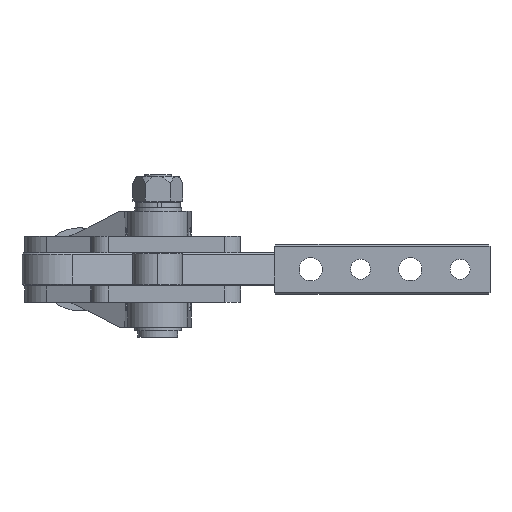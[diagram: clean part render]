
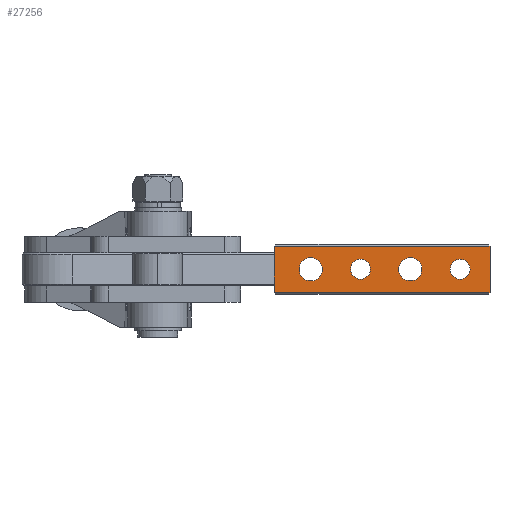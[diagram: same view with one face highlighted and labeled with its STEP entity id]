
A CAD part, front view. The second image highlights one B-rep face of the part: STEP entity #27256.
In plain terms, the highlighted planar face has unit normal (0, -1, 0).
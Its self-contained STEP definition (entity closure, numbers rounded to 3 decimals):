
#1302 = EDGE_LOOP ( 'NONE', ( #4068, #4069, #4070, #4071, #4072, #4073 ) ) ;
#1366 = EDGE_LOOP ( 'NONE', ( #4066, #4067 ) ) ;
#1376 = EDGE_LOOP ( 'NONE', ( #4062, #4063 ) ) ;
#1409 = EDGE_LOOP ( 'NONE', ( #4060, #4061 ) ) ;
#1445 = EDGE_LOOP ( 'NONE', ( #4064, #4065 ) ) ;
#2394 = VERTEX_POINT ( 'NONE', #10099 ) ;
#2463 = VERTEX_POINT ( 'NONE', #10168 ) ;
#2483 = VERTEX_POINT ( 'NONE', #10188 ) ;
#2818 = VERTEX_POINT ( 'NONE', #10523 ) ;
#3047 = VERTEX_POINT ( 'NONE', #10750 ) ;
#3082 = VERTEX_POINT ( 'NONE', #10785 ) ;
#3116 = VERTEX_POINT ( 'NONE', #10819 ) ;
#3158 = VERTEX_POINT ( 'NONE', #10861 ) ;
#3162 = VERTEX_POINT ( 'NONE', #10865 ) ;
#3176 = VERTEX_POINT ( 'NONE', #10879 ) ;
#3179 = VERTEX_POINT ( 'NONE', #10882 ) ;
#3190 = VERTEX_POINT ( 'NONE', #10893 ) ;
#3217 = VERTEX_POINT ( 'NONE', #10920 ) ;
#3226 = VERTEX_POINT ( 'NONE', #10929 ) ;
#4060 = ORIENTED_EDGE ( 'NONE', *, *, #4900, .T. ) ;
#4061 = ORIENTED_EDGE ( 'NONE', *, *, #32226, .T. ) ;
#4062 = ORIENTED_EDGE ( 'NONE', *, *, #4901, .T. ) ;
#4063 = ORIENTED_EDGE ( 'NONE', *, *, #32230, .T. ) ;
#4064 = ORIENTED_EDGE ( 'NONE', *, *, #4902, .T. ) ;
#4065 = ORIENTED_EDGE ( 'NONE', *, *, #32008, .T. ) ;
#4066 = ORIENTED_EDGE ( 'NONE', *, *, #4903, .T. ) ;
#4067 = ORIENTED_EDGE ( 'NONE', *, *, #32012, .T. ) ;
#4068 = ORIENTED_EDGE ( 'NONE', *, *, #4904, .F. ) ;
#4069 = ORIENTED_EDGE ( 'NONE', *, *, #4905, .T. ) ;
#4070 = ORIENTED_EDGE ( 'NONE', *, *, #4906, .T. ) ;
#4071 = ORIENTED_EDGE ( 'NONE', *, *, #4907, .T. ) ;
#4072 = ORIENTED_EDGE ( 'NONE', *, *, #4908, .T. ) ;
#4073 = ORIENTED_EDGE ( 'NONE', *, *, #4909, .T. ) ;
#4900 = EDGE_CURVE ( 'NONE', #3176, #2818, #7251, .T. ) ;
#4901 = EDGE_CURVE ( 'NONE', #2394, #3116, #7267, .T. ) ;
#4902 = EDGE_CURVE ( 'NONE', #3082, #2463, #7269, .T. ) ;
#4903 = EDGE_CURVE ( 'NONE', #2483, #3179, #7270, .T. ) ;
#4904 = EDGE_CURVE ( 'NONE', #3047, #3226, #7271, .T. ) ;
#4905 = EDGE_CURVE ( 'NONE', #3047, #3190, #7272, .T. ) ;
#4906 = EDGE_CURVE ( 'NONE', #3190, #3162, #7273, .T. ) ;
#4907 = EDGE_CURVE ( 'NONE', #3162, #3158, #7277, .T. ) ;
#4908 = EDGE_CURVE ( 'NONE', #3158, #3217, #7279, .T. ) ;
#4909 = EDGE_CURVE ( 'NONE', #3217, #3226, #7281, .T. ) ;
#5124 = AXIS2_PLACEMENT_3D ( 'NONE', #11683, #11684, #11685 ) ;
#5125 = AXIS2_PLACEMENT_3D ( 'NONE', #11686, #11687, #11688 ) ;
#5126 = AXIS2_PLACEMENT_3D ( 'NONE', #11689, #11690, #11691 ) ;
#5127 = AXIS2_PLACEMENT_3D ( 'NONE', #11694, #11695, #11696 ) ;
#7251 = CIRCLE ( 'NONE', #5124, 3.5 ) ;
#7267 = CIRCLE ( 'NONE', #5125, 3. ) ;
#7269 = CIRCLE ( 'NONE', #5126, 3.5 ) ;
#7270 = CIRCLE ( 'NONE', #5127, 3. ) ;
#7271 = LINE ( 'NONE', #11693, #7274 ) ;
#7272 = LINE ( 'NONE', #11692, #7276 ) ;
#7273 = LINE ( 'NONE', #11680, #7278 ) ;
#7274 = VECTOR ( 'NONE', #11682, 1000. ) ;
#7276 = VECTOR ( 'NONE', #11698, 1000. ) ;
#7277 = LINE ( 'NONE', #11700, #7280 ) ;
#7278 = VECTOR ( 'NONE', #11699, 1000. ) ;
#7279 = LINE ( 'NONE', #11702, #7282 ) ;
#7280 = VECTOR ( 'NONE', #11701, 1000. ) ;
#7281 = LINE ( 'NONE', #11704, #7284 ) ;
#7282 = VECTOR ( 'NONE', #11703, 1000. ) ;
#7284 = VECTOR ( 'NONE', #11705, 1000. ) ;
#10099 = CARTESIAN_POINT ( 'NONE',  ( -527.052, 1854.34, 7.5 ) ) ;
#10168 = CARTESIAN_POINT ( 'NONE',  ( -505.552, 1854.34, 7.5 ) ) ;
#10188 = CARTESIAN_POINT ( 'NONE',  ( -497.052, 1854.34, 7.5 ) ) ;
#10523 = CARTESIAN_POINT ( 'NONE',  ( -535.552, 1854.34, 7.5 ) ) ;
#10750 = CARTESIAN_POINT ( 'NONE',  ( -485.052, 1854.34, 14.5 ) ) ;
#10785 = CARTESIAN_POINT ( 'NONE',  ( -512.552, 1854.34, 7.5 ) ) ;
#10819 = CARTESIAN_POINT ( 'NONE',  ( -521.052, 1854.34, 7.5 ) ) ;
#10861 = CARTESIAN_POINT ( 'NONE',  ( -550.052, 1854.34, 3. ) ) ;
#10865 = CARTESIAN_POINT ( 'NONE',  ( -550.052, 1854.34, 12. ) ) ;
#10879 = CARTESIAN_POINT ( 'NONE',  ( -542.552, 1854.34, 7.5 ) ) ;
#10882 = CARTESIAN_POINT ( 'NONE',  ( -491.052, 1854.34, 7.5 ) ) ;
#10893 = CARTESIAN_POINT ( 'NONE',  ( -550.052, 1854.34, 14.5 ) ) ;
#10920 = CARTESIAN_POINT ( 'NONE',  ( -550.052, 1854.34, 0.5 ) ) ;
#10929 = CARTESIAN_POINT ( 'NONE',  ( -485.052, 1854.34, 0.5 ) ) ;
#11680 = CARTESIAN_POINT ( 'NONE',  ( -550.052, 1854.34, 15. ) ) ;
#11682 = DIRECTION ( 'NONE',  ( 0., 0., -1. ) ) ;
#11683 = CARTESIAN_POINT ( 'NONE',  ( -539.052, 1854.34, 7.5 ) ) ;
#11684 = DIRECTION ( 'NONE',  ( 0., 1., 0. ) ) ;
#11685 = DIRECTION ( 'NONE',  ( 0., 0., 1. ) ) ;
#11686 = CARTESIAN_POINT ( 'NONE',  ( -524.052, 1854.34, 7.5 ) ) ;
#11687 = DIRECTION ( 'NONE',  ( 0., 1., 0. ) ) ;
#11688 = DIRECTION ( 'NONE',  ( 0., 0., 1. ) ) ;
#11689 = CARTESIAN_POINT ( 'NONE',  ( -509.052, 1854.34, 7.5 ) ) ;
#11690 = DIRECTION ( 'NONE',  ( 0., 1., 0. ) ) ;
#11691 = DIRECTION ( 'NONE',  ( 0., 0., 1. ) ) ;
#11692 = CARTESIAN_POINT ( 'NONE',  ( -550.052, 1854.34, 14.5 ) ) ;
#11693 = CARTESIAN_POINT ( 'NONE',  ( -485.052, 1854.34, 15. ) ) ;
#11694 = CARTESIAN_POINT ( 'NONE',  ( -494.052, 1854.34, 7.5 ) ) ;
#11695 = DIRECTION ( 'NONE',  ( 0., 1., 0. ) ) ;
#11696 = DIRECTION ( 'NONE',  ( 0., 0., 1. ) ) ;
#11698 = DIRECTION ( 'NONE',  ( -1., 0., 0. ) ) ;
#11699 = DIRECTION ( 'NONE',  ( 0., 0., -1. ) ) ;
#11700 = CARTESIAN_POINT ( 'NONE',  ( -550.052, 1854.34, 15. ) ) ;
#11701 = DIRECTION ( 'NONE',  ( 0., 0., -1. ) ) ;
#11702 = CARTESIAN_POINT ( 'NONE',  ( -550.052, 1854.34, 15. ) ) ;
#11703 = DIRECTION ( 'NONE',  ( 0., 0., -1. ) ) ;
#11704 = CARTESIAN_POINT ( 'NONE',  ( -485.052, 1854.34, 0.5 ) ) ;
#11705 = DIRECTION ( 'NONE',  ( 1., 0., 0. ) ) ;
#12982 = FACE_BOUND ( 'NONE', #1409, .T. ) ;
#12986 = FACE_OUTER_BOUND ( 'NONE', #1302, .T. ) ;
#12988 = FACE_BOUND ( 'NONE', #1445, .T. ) ;
#12989 = FACE_BOUND ( 'NONE', #1366, .T. ) ;
#12990 = FACE_BOUND ( 'NONE', #1376, .T. ) ;
#14602 = DIRECTION ( 'NONE',  ( 0., 1., 0. ) ) ;
#14606 = CARTESIAN_POINT ( 'NONE',  ( -485.052, 1854.34, 15. ) ) ;
#14609 = PLANE ( 'NONE',  #15641 ) ;
#14612 = DIRECTION ( 'NONE',  ( 0., 0., 1. ) ) ;
#15641 = AXIS2_PLACEMENT_3D ( 'NONE', #14606, #14602, #14612 ) ;
#19390 = AXIS2_PLACEMENT_3D ( 'NONE', #24471, #24472, #24473 ) ;
#19392 = AXIS2_PLACEMENT_3D ( 'NONE', #24481, #24482, #24483 ) ;
#19469 = AXIS2_PLACEMENT_3D ( 'NONE', #25101, #25102, #25103 ) ;
#19471 = AXIS2_PLACEMENT_3D ( 'NONE', #25112, #25113, #25114 ) ;
#20657 = CIRCLE ( 'NONE', #19390, 3.5 ) ;
#20666 = CIRCLE ( 'NONE', #19392, 3. ) ;
#20995 = CIRCLE ( 'NONE', #19469, 3.5 ) ;
#21000 = CIRCLE ( 'NONE', #19471, 3. ) ;
#24471 = CARTESIAN_POINT ( 'NONE',  ( -509.052, 1854.34, 7.5 ) ) ;
#24472 = DIRECTION ( 'NONE',  ( 0., 1., 0. ) ) ;
#24473 = DIRECTION ( 'NONE',  ( 0., 0., 1. ) ) ;
#24481 = CARTESIAN_POINT ( 'NONE',  ( -494.052, 1854.34, 7.5 ) ) ;
#24482 = DIRECTION ( 'NONE',  ( 0., 1., 0. ) ) ;
#24483 = DIRECTION ( 'NONE',  ( 0., 0., 1. ) ) ;
#25101 = CARTESIAN_POINT ( 'NONE',  ( -539.052, 1854.34, 7.5 ) ) ;
#25102 = DIRECTION ( 'NONE',  ( 0., 1., 0. ) ) ;
#25103 = DIRECTION ( 'NONE',  ( 0., 0., 1. ) ) ;
#25112 = CARTESIAN_POINT ( 'NONE',  ( -524.052, 1854.34, 7.5 ) ) ;
#25113 = DIRECTION ( 'NONE',  ( 0., 1., 0. ) ) ;
#25114 = DIRECTION ( 'NONE',  ( 0., 0., 1. ) ) ;
#27256 = ADVANCED_FACE ( 'NONE', ( #12982, #12990, #12988, #12989, #12986 ), #14609, .F. ) ;
#32008 = EDGE_CURVE ( 'NONE', #2463, #3082, #20657, .T. ) ;
#32012 = EDGE_CURVE ( 'NONE', #3179, #2483, #20666, .T. ) ;
#32226 = EDGE_CURVE ( 'NONE', #2818, #3176, #20995, .T. ) ;
#32230 = EDGE_CURVE ( 'NONE', #3116, #2394, #21000, .T. ) ;
